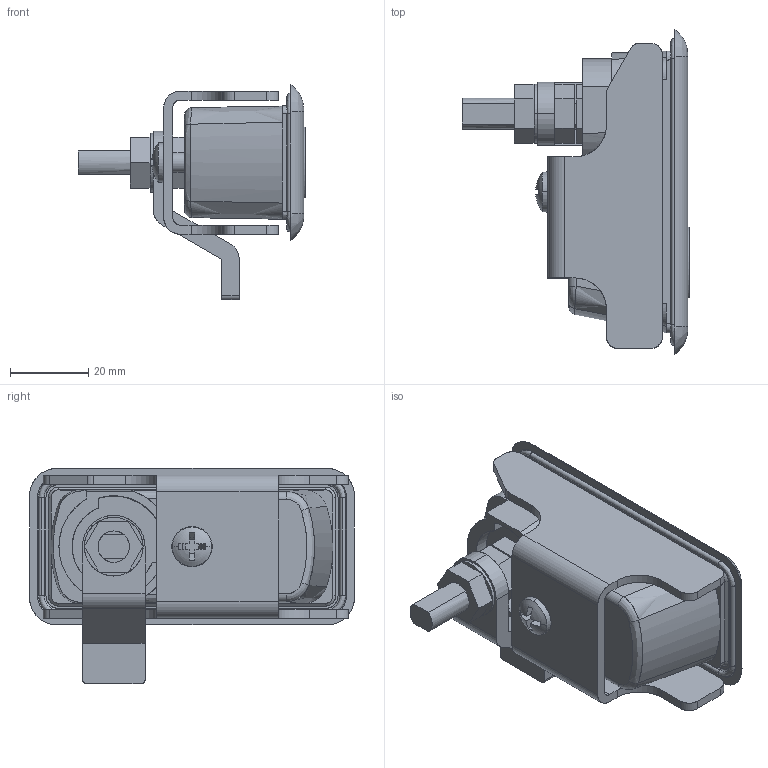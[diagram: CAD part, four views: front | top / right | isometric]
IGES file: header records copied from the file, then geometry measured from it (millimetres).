
Start section: SolidWorks IGES file using analytic representation for surfaces
Global section: file name: A-214-1-TAK60.IGS,15; native system: HSolidWorks 2014; preprocessor: SolidWorks 2014; author: 1337yo; date: 160902.143915; units: millimetre
Bounding box: 58.15 x 83 x 55 mm (x, y, z)
Surface area: 46401 mm2 (no closed solid volume)
Topology: 0 solids, 0 shells, 476 faces, 5828 edges, 5825 vertices
Faces by surface type: bspline 274, revolution 202
